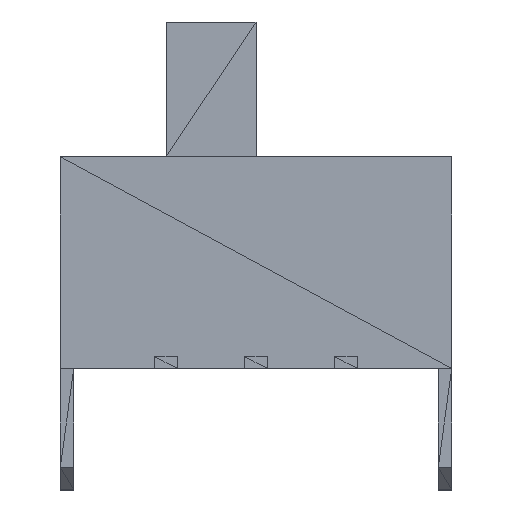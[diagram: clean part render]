
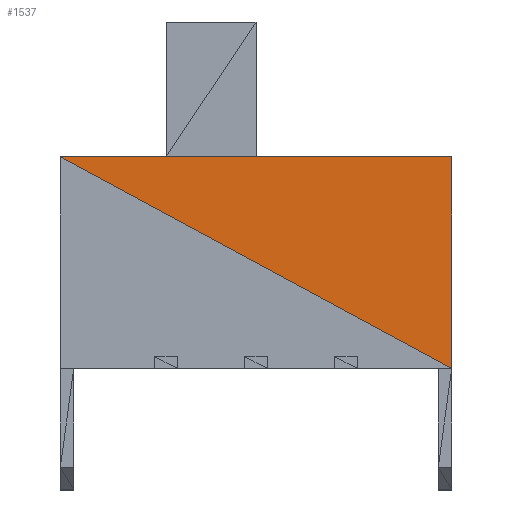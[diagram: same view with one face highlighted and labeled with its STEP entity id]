
A CAD part, top view. The second image highlights one B-rep face of the part: STEP entity #1537.
In plain terms, the highlighted planar face has unit normal (0, 0, 1).
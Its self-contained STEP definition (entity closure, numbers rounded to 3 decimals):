
#29=FACE_OUTER_BOUND('',#165,.T.);
#165=EDGE_LOOP('',(#1001,#1002,#1003));
#307=LINE('',#2328,#511);
#308=LINE('',#2330,#512);
#309=LINE('',#2331,#513);
#511=VECTOR('',#1846,10.);
#512=VECTOR('',#1847,10.);
#513=VECTOR('',#1848,10.);
#713=VERTEX_POINT('',#2326);
#714=VERTEX_POINT('',#2327);
#715=VERTEX_POINT('',#2329);
#795=EDGE_CURVE('',#713,#714,#307,.T.);
#796=EDGE_CURVE('',#713,#715,#308,.T.);
#797=EDGE_CURVE('',#714,#715,#309,.T.);
#1001=ORIENTED_EDGE('',*,*,#795,.F.);
#1002=ORIENTED_EDGE('',*,*,#796,.T.);
#1003=ORIENTED_EDGE('',*,*,#797,.F.);
#1401=PLANE('',#1692);
#1537=ADVANCED_FACE('',(#29),#1401,.T.);
#1692=AXIS2_PLACEMENT_3D('',#2325,#1844,#1845);
#1844=DIRECTION('center_axis',(0.,0.,
1.));
#1845=DIRECTION('ref_axis',(0.,-1.,0.));
#1846=DIRECTION('',(-0.88,0.475,0.));
#1847=DIRECTION('',(0.,1.,0.));
#1848=DIRECTION('',(1.,0.,0.));
#2325=CARTESIAN_POINT('Origin',(8.454,2.529,-3.455));
#2326=CARTESIAN_POINT('',(8.454,-2.171,-3.455));
#2327=CARTESIAN_POINT('',(-0.246,2.529,-3.455));
#2328=CARTESIAN_POINT('',(8.454,-2.171,-3.455));
#2329=CARTESIAN_POINT('',(8.454,2.529,-3.455));
#2330=CARTESIAN_POINT('',(8.454,-2.171,-3.455));
#2331=CARTESIAN_POINT('',(-0.246,2.529,-3.455));
